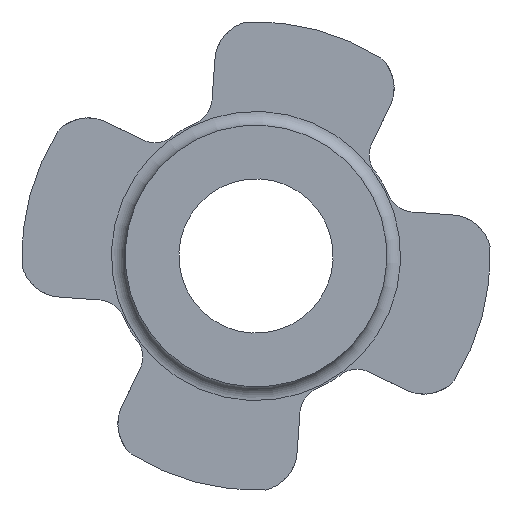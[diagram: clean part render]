
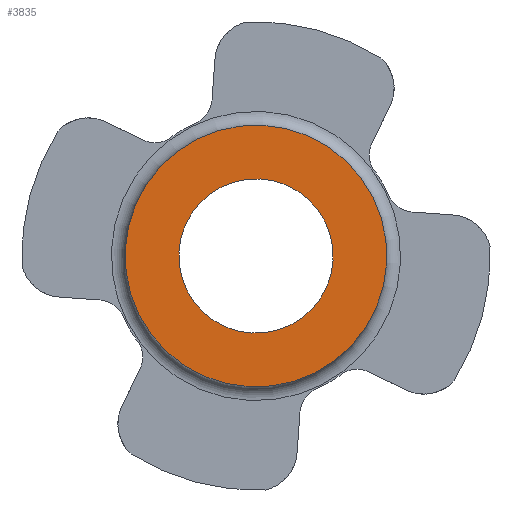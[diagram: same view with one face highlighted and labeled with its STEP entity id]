
A CAD part, left-side view. The second image highlights one B-rep face of the part: STEP entity #3835.
In plain terms, the highlighted planar face has unit normal (-1, 0, 0).
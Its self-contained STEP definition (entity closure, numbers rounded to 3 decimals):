
#3698=CARTESIAN_POINT('',(-120.0,185.112,42.822));
#3699=VERTEX_POINT('',#3698);
#3700=CARTESIAN_POINT('',(-120.0,0.0,0.0));
#3701=DIRECTION('',(-1.0,0.0,0.0));
#3702=DIRECTION('',(0.0,1.0,0.0));
#3703=AXIS2_PLACEMENT_3D('',#3700,#3701,#3702);
#3704=CIRCLE('',#3703,190.0);
#3705=EDGE_CURVE('',#3699,#3699,#3704,.T.);
#3816=CARTESIAN_POINT('',(-120.0,157.5,0.0));
#3817=DIRECTION('',(-1.0,0.0,0.0));
#3818=DIRECTION('',(0.0,0.0,1.0));
#3819=AXIS2_PLACEMENT_3D('',#3816,#3817,#3818);
#3820=PLANE('',#3819);
#3821=ORIENTED_EDGE('',*,*,#3705,.T.);
#3822=EDGE_LOOP('',(#3821));
#3823=FACE_OUTER_BOUND('',#3822,.T.);
#3824=CARTESIAN_POINT('',(-120.0,109.118,25.242));
#3825=VERTEX_POINT('',#3824);
#3826=CARTESIAN_POINT('',(-120.,0.0,0.0));
#3827=DIRECTION('',(1.0,0.0,0.0));
#3828=DIRECTION('',(0.0,0.0,-1.0));
#3829=AXIS2_PLACEMENT_3D('',#3826,#3827,#3828);
#3830=CIRCLE('',#3829,112.);
#3831=EDGE_CURVE('',#3825,#3825,#3830,.T.);
#3832=ORIENTED_EDGE('',*,*,#3831,.T.);
#3833=EDGE_LOOP('',(#3832));
#3834=FACE_BOUND('',#3833,.T.);
#3835=ADVANCED_FACE('',(#3823,#3834),#3820,.T.);
